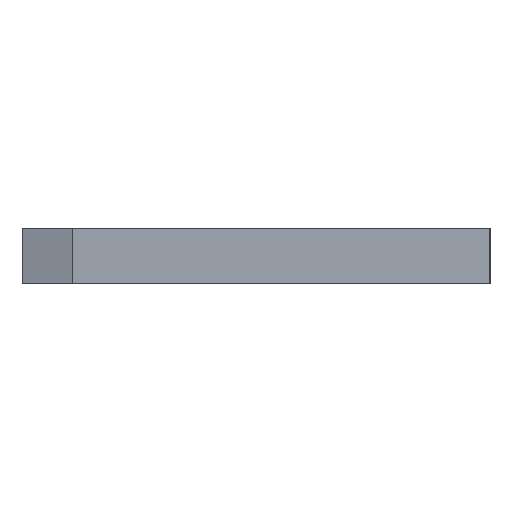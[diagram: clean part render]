
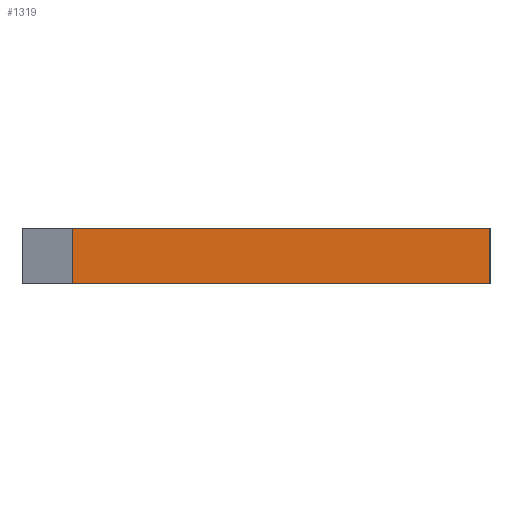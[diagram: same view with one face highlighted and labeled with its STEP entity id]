
A CAD part, left-side view. The second image highlights one B-rep face of the part: STEP entity #1319.
In plain terms, the highlighted planar face has unit normal (-1, 0, 0).
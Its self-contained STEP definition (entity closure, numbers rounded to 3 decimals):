
#3 = CARTESIAN_POINT ( 'NONE',  ( 0., 0., 0. ) ) ;
#145 = LINE ( 'NONE', #2591, #370 ) ;
#171 = EDGE_CURVE ( 'NONE', #1537, #2981, #3381, .T. ) ;
#297 = LINE ( 'NONE', #362, #645 ) ;
#362 = CARTESIAN_POINT ( 'NONE',  ( 0., 0., 0. ) ) ;
#370 = VECTOR ( 'NONE', #2259, 1000. ) ;
#421 = CARTESIAN_POINT ( 'NONE',  ( 0., 0., -5. ) ) ;
#457 = LINE ( 'NONE', #3456, #4138 ) ;
#514 = CARTESIAN_POINT ( 'NONE',  ( 0., 0., -5. ) ) ;
#570 = VERTEX_POINT ( 'NONE', #514 ) ;
#645 = VECTOR ( 'NONE', #2048, 1000. ) ;
#841 = VECTOR ( 'NONE', #1007, 1000. ) ;
#1007 = DIRECTION ( 'NONE',  ( 0., 0., 1. ) ) ;
#1319 = ADVANCED_FACE ( 'NONE', ( #2637 ), #1719, .T. ) ;
#1347 = ORIENTED_EDGE ( 'NONE', *, *, #2544, .F. ) ;
#1537 = VERTEX_POINT ( 'NONE', #4009 ) ;
#1719 = PLANE ( 'NONE',  #3059 ) ;
#2048 = DIRECTION ( 'NONE',  ( 0., -1., 0. ) ) ;
#2202 = VERTEX_POINT ( 'NONE', #3 ) ;
#2259 = DIRECTION ( 'NONE',  ( 0., -1., 0. ) ) ;
#2544 = EDGE_CURVE ( 'NONE', #2981, #2202, #297, .T. ) ;
#2591 = CARTESIAN_POINT ( 'NONE',  ( 0., 0., -5. ) ) ;
#2637 = FACE_OUTER_BOUND ( 'NONE', #3569, .T. ) ;
#2719 = EDGE_CURVE ( 'NONE', #570, #2202, #457, .T. ) ;
#2905 = ORIENTED_EDGE ( 'NONE', *, *, #171, .F. ) ;
#2981 = VERTEX_POINT ( 'NONE', #3015 ) ;
#3015 = CARTESIAN_POINT ( 'NONE',  ( 0., 37.5, 0. ) ) ;
#3059 = AXIS2_PLACEMENT_3D ( 'NONE', #421, #3078, #4294 ) ;
#3078 = DIRECTION ( 'NONE',  ( -1., 0., 0. ) ) ;
#3170 = DIRECTION ( 'NONE',  ( 0., 0., 1. ) ) ;
#3381 = LINE ( 'NONE', #4055, #841 ) ;
#3456 = CARTESIAN_POINT ( 'NONE',  ( 0., 0., -5. ) ) ;
#3569 = EDGE_LOOP ( 'NONE', ( #2905, #4375, #3715, #1347 ) ) ;
#3715 = ORIENTED_EDGE ( 'NONE', *, *, #2719, .T. ) ;
#3827 = EDGE_CURVE ( 'NONE', #1537, #570, #145, .T. ) ;
#4009 = CARTESIAN_POINT ( 'NONE',  ( 0., 37.5, -5. ) ) ;
#4055 = CARTESIAN_POINT ( 'NONE',  ( 0., 37.5, -5. ) ) ;
#4138 = VECTOR ( 'NONE', #3170, 1000. ) ;
#4294 = DIRECTION ( 'NONE',  ( 0., 0., 1. ) ) ;
#4375 = ORIENTED_EDGE ( 'NONE', *, *, #3827, .T. ) ;
